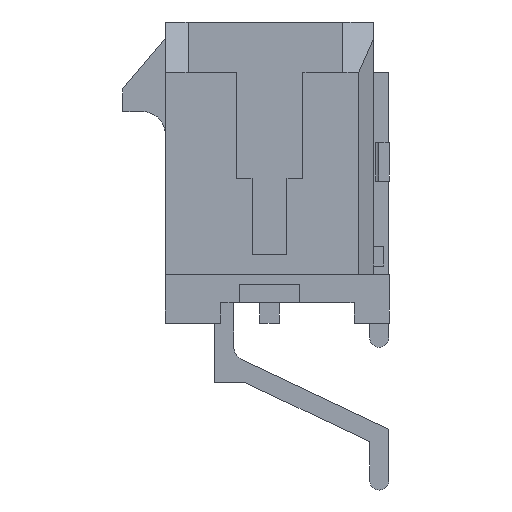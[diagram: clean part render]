
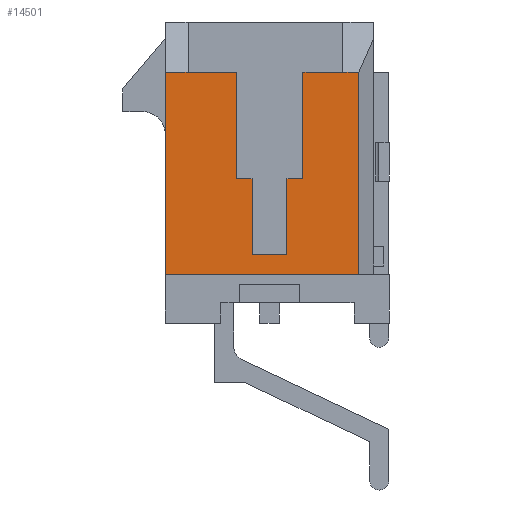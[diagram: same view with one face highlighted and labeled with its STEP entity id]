
A CAD part, left-side view. The second image highlights one B-rep face of the part: STEP entity #14501.
In plain terms, the highlighted planar face has unit normal (-1, 0, 0).
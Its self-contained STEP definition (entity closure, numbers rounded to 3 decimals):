
#3818=DIRECTION('',(0.,0.,-1.));
#3819=VECTOR('',#3818,3.5);
#3820=CARTESIAN_POINT('',(-16.825,-1.1,3.305));
#3821=LINE('',#3820,#3819);
#3822=DIRECTION('',(0.,1.,0.));
#3823=VECTOR('',#3822,1.31);
#3824=CARTESIAN_POINT('',(-16.825,-2.41,3.305));
#3825=LINE('',#3824,#3823);
#3826=DIRECTION('',(0.,-1.,0.));
#3827=VECTOR('',#3826,0.52);
#3828=CARTESIAN_POINT('',(-16.825,-2.41,3.305));
#3829=LINE('',#3828,#3827);
#3830=DIRECTION('',(0.,0.,-1.));
#3831=VECTOR('',#3830,6.66);
#3832=CARTESIAN_POINT('',(-16.825,-2.93,3.305));
#3833=LINE('',#3832,#3831);
#3834=DIRECTION('',(0.,1.,0.));
#3835=VECTOR('',#3834,6.36);
#3836=CARTESIAN_POINT('',(-16.825,-2.93,-3.355));
#3837=LINE('',#3836,#3835);
#3838=DIRECTION('',(0.,0.,1.));
#3839=VECTOR('',#3838,6.66);
#3840=CARTESIAN_POINT('',(-16.825,3.43,-3.355));
#3841=LINE('',#3840,#3839);
#3842=DIRECTION('',(0.,-1.,0.));
#3843=VECTOR('',#3842,0.75);
#3844=CARTESIAN_POINT('',(-16.825,3.43,3.305));
#3845=LINE('',#3844,#3843);
#3846=DIRECTION('',(0.,1.,0.));
#3847=VECTOR('',#3846,1.58);
#3848=CARTESIAN_POINT('',(-16.825,1.1,3.305));
#3849=LINE('',#3848,#3847);
#3850=DIRECTION('',(0.,0.,-1.));
#3851=VECTOR('',#3850,3.5);
#3852=CARTESIAN_POINT('',(-16.825,1.1,3.305));
#3853=LINE('',#3852,#3851);
#3854=DIRECTION('',(0.,1.,0.));
#3855=VECTOR('',#3854,0.525);
#3856=CARTESIAN_POINT('',(-16.825,0.575,-0.195));
#3857=LINE('',#3856,#3855);
#3858=DIRECTION('',(0.,0.,1.));
#3859=VECTOR('',#3858,2.5);
#3860=CARTESIAN_POINT('',(-16.825,0.575,-2.695));
#3861=LINE('',#3860,#3859);
#3862=DIRECTION('',(0.,1.,0.));
#3863=VECTOR('',#3862,1.15);
#3864=CARTESIAN_POINT('',(-16.825,-0.575,-2.695));
#3865=LINE('',#3864,#3863);
#3866=DIRECTION('',(0.,0.,-1.));
#3867=VECTOR('',#3866,2.5);
#3868=CARTESIAN_POINT('',(-16.825,-0.575,-0.195));
#3869=LINE('',#3868,#3867);
#3870=DIRECTION('',(0.,1.,0.));
#3871=VECTOR('',#3870,0.525);
#3872=CARTESIAN_POINT('',(-16.825,-1.1,-0.195));
#3873=LINE('',#3872,#3871);
#7984=CARTESIAN_POINT('',(-16.825,3.43,3.305));
#7986=VERTEX_POINT('',#7984);
#8035=CARTESIAN_POINT('',(-16.825,2.68,3.305));
#8036=VERTEX_POINT('',#8035);
#8037=CARTESIAN_POINT('',(-16.825,-2.41,3.305));
#8038=VERTEX_POINT('',#8037);
#8157=CARTESIAN_POINT('',(-16.825,-1.1,3.305));
#8158=CARTESIAN_POINT('',(-16.825,-1.1,-0.195));
#8159=VERTEX_POINT('',#8157);
#8160=VERTEX_POINT('',#8158);
#8161=CARTESIAN_POINT('',(-16.825,-0.575,-0.195));
#8162=VERTEX_POINT('',#8161);
#8163=CARTESIAN_POINT('',(-16.825,-0.575,-2.695));
#8164=VERTEX_POINT('',#8163);
#8165=CARTESIAN_POINT('',(-16.825,0.575,-2.695));
#8166=VERTEX_POINT('',#8165);
#8167=CARTESIAN_POINT('',(-16.825,0.575,-0.195));
#8168=VERTEX_POINT('',#8167);
#8169=CARTESIAN_POINT('',(-16.825,1.1,-0.195));
#8170=VERTEX_POINT('',#8169);
#8171=CARTESIAN_POINT('',(-16.825,1.1,3.305));
#8172=VERTEX_POINT('',#8171);
#9313=CARTESIAN_POINT('',(-16.825,3.43,-3.355));
#9314=VERTEX_POINT('',#9313);
#9319=CARTESIAN_POINT('',(-16.825,-2.93,3.305));
#9320=VERTEX_POINT('',#9319);
#9321=CARTESIAN_POINT('',(-16.825,-2.93,-3.355));
#9322=VERTEX_POINT('',#9321);
#14471=CARTESIAN_POINT('',(-16.825,0.,0.));
#14472=DIRECTION('',(1.,0.,0.));
#14473=DIRECTION('',(0.,0.,-1.));
#14474=AXIS2_PLACEMENT_3D('',#14471,#14472,#14473);
#14475=PLANE('',#14474);
#14477=ORIENTED_EDGE('',*,*,#14476,.F.);
#14479=ORIENTED_EDGE('',*,*,#14478,.F.);
#14481=ORIENTED_EDGE('',*,*,#14480,.T.);
#14482=ORIENTED_EDGE('',*,*,#11300,.T.);
#14483=ORIENTED_EDGE('',*,*,#11341,.T.);
#14485=ORIENTED_EDGE('',*,*,#14484,.T.);
#14487=ORIENTED_EDGE('',*,*,#14486,.T.);
#14489=ORIENTED_EDGE('',*,*,#14488,.F.);
#14491=ORIENTED_EDGE('',*,*,#14490,.T.);
#14493=ORIENTED_EDGE('',*,*,#14492,.F.);
#14494=ORIENTED_EDGE('',*,*,#14464,.F.);
#14495=ORIENTED_EDGE('',*,*,#14350,.F.);
#14496=ORIENTED_EDGE('',*,*,#14421,.F.);
#14498=ORIENTED_EDGE('',*,*,#14497,.F.);
#14499=EDGE_LOOP('',(#14477,#14479,#14481,#14482,#14483,#14485,#14487,#14489,
#14491,#14493,#14494,#14495,#14496,#14498));
#14500=FACE_OUTER_BOUND('',#14499,.F.);
#14501=ADVANCED_FACE('',(#14500),#14475,.F.);
#11300=EDGE_CURVE('',#9320,#9322,#3833,.T.);
#11341=EDGE_CURVE('',#9322,#9314,#3837,.T.);
#14350=EDGE_CURVE('',#8164,#8166,#3865,.T.);
#14421=EDGE_CURVE('',#8162,#8164,#3869,.T.);
#14464=EDGE_CURVE('',#8166,#8168,#3861,.T.);
#14476=EDGE_CURVE('',#8159,#8160,#3821,.T.);
#14478=EDGE_CURVE('',#8038,#8159,#3825,.T.);
#14480=EDGE_CURVE('',#8038,#9320,#3829,.T.);
#14484=EDGE_CURVE('',#9314,#7986,#3841,.T.);
#14486=EDGE_CURVE('',#7986,#8036,#3845,.T.);
#14488=EDGE_CURVE('',#8172,#8036,#3849,.T.);
#14490=EDGE_CURVE('',#8172,#8170,#3853,.T.);
#14492=EDGE_CURVE('',#8168,#8170,#3857,.T.);
#14497=EDGE_CURVE('',#8160,#8162,#3873,.T.);
